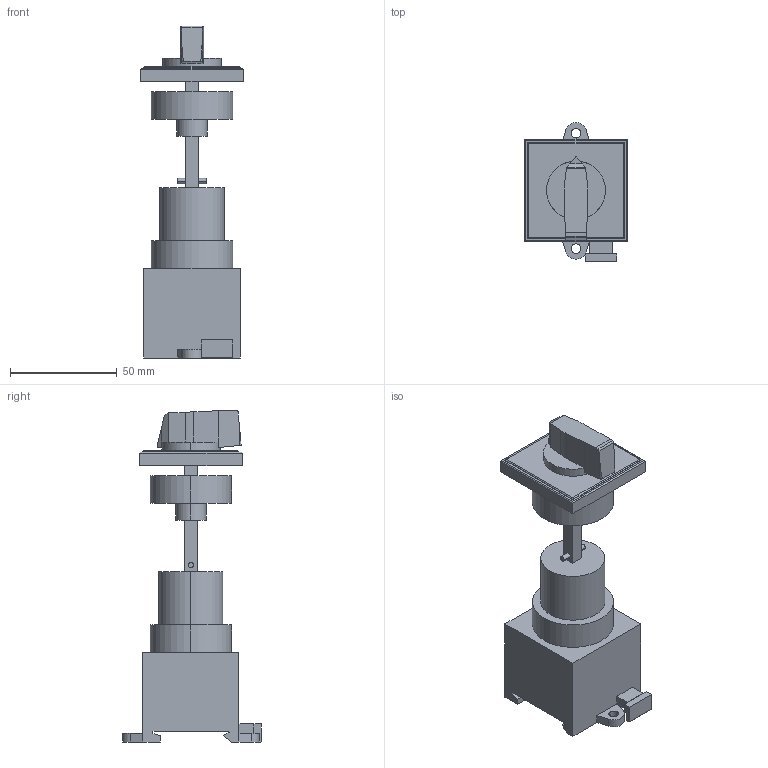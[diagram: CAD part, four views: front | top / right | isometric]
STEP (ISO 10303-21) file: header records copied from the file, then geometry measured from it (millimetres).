
FILE_DESCRIPTION((''),'2;1');
FILE_NAME('3d_GX2010O88.stp','2012-10-02T14:51:49',(''),(''),'Mechanical Desktop 2011','Mechanical Desktop 2011',', , ');
FILE_SCHEMA(('CONFIG_CONTROL_DESIGN'));
Length unit declared in the file: millimetre
Products named in the file (1): Product
Bounding box: 48 x 64.98 x 155.4 mm (x, y, z)
Volume: 152701.9 mm3; surface area: 39350.6 mm2
Topology: 12 solids, 12 shells, 140 faces, 687 edges, 927 vertices
Faces by surface type: plane 87, cylinder 28, bspline 25
Entity records: 6269 total; most frequent: CARTESIAN_POINT 1518, DIRECTION 996, ORIENTED_EDGE 666, VECTOR 610, LINE 610, TRIMMED_CURVE 354, EDGE_CURVE 333, VERTEX_POINT 219
